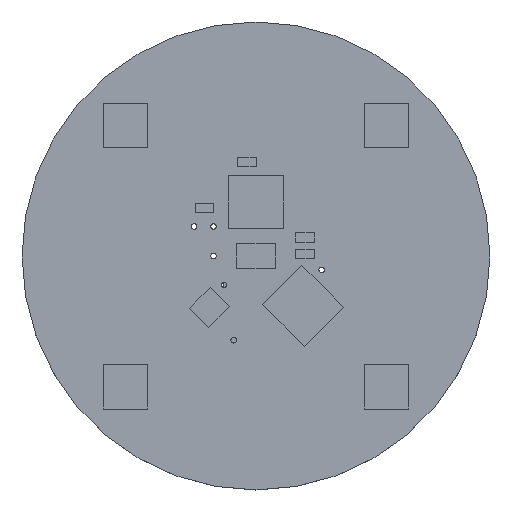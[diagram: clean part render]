
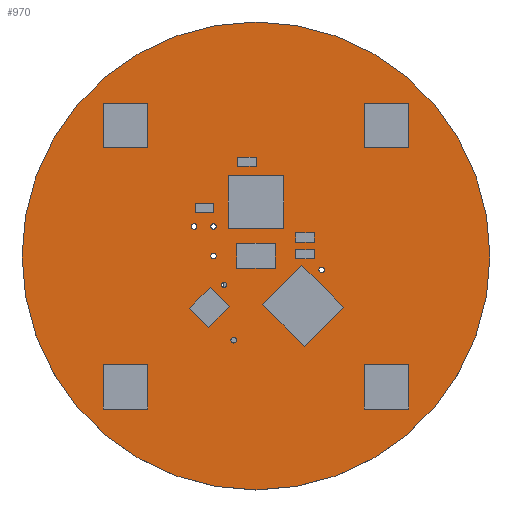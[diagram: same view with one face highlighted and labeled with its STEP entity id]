
A CAD part, top view. The second image highlights one B-rep face of the part: STEP entity #970.
In plain terms, the highlighted planar face has unit normal (0, 0, 1).
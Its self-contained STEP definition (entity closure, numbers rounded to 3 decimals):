
#95=FACE_BOUND('',#226,.T.);
#96=FACE_BOUND('',#227,.T.);
#97=FACE_BOUND('',#228,.T.);
#98=FACE_BOUND('',#229,.T.);
#99=FACE_BOUND('',#230,.T.);
#100=FACE_BOUND('',#231,.T.);
#101=FACE_BOUND('',#232,.T.);
#102=FACE_BOUND('',#233,.T.);
#103=FACE_BOUND('',#234,.T.);
#104=FACE_BOUND('',#235,.T.);
#115=PLANE('',#1147);
#170=FACE_OUTER_BOUND('',#225,.T.);
#225=EDGE_LOOP('',(#740));
#226=EDGE_LOOP('',(#741));
#227=EDGE_LOOP('',(#742));
#228=EDGE_LOOP('',(#743));
#229=EDGE_LOOP('',(#744));
#230=EDGE_LOOP('',(#745));
#231=EDGE_LOOP('',(#746));
#232=EDGE_LOOP('',(#747));
#233=EDGE_LOOP('',(#748));
#234=EDGE_LOOP('',(#749));
#235=EDGE_LOOP('',(#750));
#480=CIRCLE('',#1116,1.2);
#482=CIRCLE('',#1119,1.2);
#484=CIRCLE('',#1122,0.15);
#486=CIRCLE('',#1125,0.15);
#488=CIRCLE('',#1128,0.15);
#490=CIRCLE('',#1131,0.15);
#492=CIRCLE('',#1134,0.15);
#494=CIRCLE('',#1137,0.15);
#496=CIRCLE('',#1140,1.2);
#498=CIRCLE('',#1143,1.2);
#499=CIRCLE('',#1145,12.659);
#502=VERTEX_POINT('',#1518);
#504=VERTEX_POINT('',#1524);
#506=VERTEX_POINT('',#1530);
#508=VERTEX_POINT('',#1536);
#510=VERTEX_POINT('',#1542);
#512=VERTEX_POINT('',#1548);
#514=VERTEX_POINT('',#1554);
#516=VERTEX_POINT('',#1560);
#518=VERTEX_POINT('',#1566);
#520=VERTEX_POINT('',#1572);
#521=VERTEX_POINT('',#1576);
#581=EDGE_CURVE('',#502,#502,#480,.T.);
#584=EDGE_CURVE('',#504,#504,#482,.T.);
#587=EDGE_CURVE('',#506,#506,#484,.T.);
#590=EDGE_CURVE('',#508,#508,#486,.T.);
#593=EDGE_CURVE('',#510,#510,#488,.T.);
#596=EDGE_CURVE('',#512,#512,#490,.T.);
#599=EDGE_CURVE('',#514,#514,#492,.T.);
#602=EDGE_CURVE('',#516,#516,#494,.T.);
#605=EDGE_CURVE('',#518,#518,#496,.T.);
#608=EDGE_CURVE('',#520,#520,#498,.T.);
#609=EDGE_CURVE('',#521,#521,#499,.T.);
#740=ORIENTED_EDGE('',*,*,#609,.T.);
#741=ORIENTED_EDGE('',*,*,#581,.T.);
#742=ORIENTED_EDGE('',*,*,#584,.T.);
#743=ORIENTED_EDGE('',*,*,#587,.T.);
#744=ORIENTED_EDGE('',*,*,#590,.T.);
#745=ORIENTED_EDGE('',*,*,#593,.T.);
#746=ORIENTED_EDGE('',*,*,#596,.T.);
#747=ORIENTED_EDGE('',*,*,#599,.T.);
#748=ORIENTED_EDGE('',*,*,#602,.T.);
#749=ORIENTED_EDGE('',*,*,#605,.T.);
#750=ORIENTED_EDGE('',*,*,#608,.T.);
#970=ADVANCED_FACE('',(#170,#95,#96,#97,#98,#99,#100,#101,#102,#103,#104),
#115,.T.);
#1116=AXIS2_PLACEMENT_3D('',#1520,#1224,#1225);
#1119=AXIS2_PLACEMENT_3D('',#1526,#1231,#1232);
#1122=AXIS2_PLACEMENT_3D('',#1532,#1238,#1239);
#1125=AXIS2_PLACEMENT_3D('',#1538,#1245,#1246);
#1128=AXIS2_PLACEMENT_3D('',#1544,#1252,#1253);
#1131=AXIS2_PLACEMENT_3D('',#1550,#1259,#1260);
#1134=AXIS2_PLACEMENT_3D('',#1556,#1266,#1267);
#1137=AXIS2_PLACEMENT_3D('',#1562,#1273,#1274);
#1140=AXIS2_PLACEMENT_3D('',#1568,#1280,#1281);
#1143=AXIS2_PLACEMENT_3D('',#1574,#1287,#1288);
#1145=AXIS2_PLACEMENT_3D('',#1577,#1291,#1292);
#1147=AXIS2_PLACEMENT_3D('',#1581,#1296,#1297);
#1224=DIRECTION('center_axis',(0.,0.,-1.));
#1225=DIRECTION('ref_axis',(1.,0.,0.));
#1231=DIRECTION('center_axis',(0.,0.,-1.));
#1232=DIRECTION('ref_axis',(1.,0.,0.));
#1238=DIRECTION('center_axis',(0.,0.,-1.));
#1239=DIRECTION('ref_axis',(1.,0.,0.));
#1245=DIRECTION('center_axis',(0.,0.,-1.));
#1246=DIRECTION('ref_axis',(1.,0.,0.));
#1252=DIRECTION('center_axis',(0.,0.,-1.));
#1253=DIRECTION('ref_axis',(1.,0.,0.));
#1259=DIRECTION('center_axis',(0.,0.,-1.));
#1260=DIRECTION('ref_axis',(1.,0.,0.));
#1266=DIRECTION('center_axis',(0.,0.,-1.));
#1267=DIRECTION('ref_axis',(1.,0.,0.));
#1273=DIRECTION('center_axis',(0.,0.,-1.));
#1274=DIRECTION('ref_axis',(1.,0.,0.));
#1280=DIRECTION('center_axis',(0.,0.,-1.));
#1281=DIRECTION('ref_axis',(1.,0.,0.));
#1287=DIRECTION('center_axis',(0.,0.,-1.));
#1288=DIRECTION('ref_axis',(1.,0.,0.));
#1291=DIRECTION('center_axis',(0.,0.,1.));
#1292=DIRECTION('ref_axis',(1.,0.,0.));
#1296=DIRECTION('center_axis',(0.,0.,1.));
#1297=DIRECTION('ref_axis',(1.,0.,0.));
#1518=CARTESIAN_POINT('',(20.87,22.05,1.57));
#1520=CARTESIAN_POINT('Origin',(22.07,22.05,1.57));
#1524=CARTESIAN_POINT('',(20.87,7.92,1.57));
#1526=CARTESIAN_POINT('Origin',(22.07,7.92,1.57));
#1530=CARTESIAN_POINT('',(13.13,13.44,1.57));
#1532=CARTESIAN_POINT('Origin',(13.28,13.44,1.57));
#1536=CARTESIAN_POINT('',(12.55,16.6,1.57));
#1538=CARTESIAN_POINT('Origin',(12.7,16.6,1.57));
#1542=CARTESIAN_POINT('',(11.5,16.6,1.57));
#1544=CARTESIAN_POINT('Origin',(11.65,16.6,1.57));
#1548=CARTESIAN_POINT('',(12.55,15.,1.57));
#1550=CARTESIAN_POINT('Origin',(12.7,15.,1.57));
#1554=CARTESIAN_POINT('',(18.4,14.25,1.57));
#1556=CARTESIAN_POINT('Origin',(18.55,14.25,1.57));
#1560=CARTESIAN_POINT('',(13.64,10.44,1.57));
#1562=CARTESIAN_POINT('Origin',(13.79,10.44,1.57));
#1566=CARTESIAN_POINT('',(6.73,7.92,1.57));
#1568=CARTESIAN_POINT('Origin',(7.93,7.92,1.57));
#1572=CARTESIAN_POINT('',(6.73,22.05,1.57));
#1574=CARTESIAN_POINT('Origin',(7.93,22.05,1.57));
#1576=CARTESIAN_POINT('',(2.341,15.,1.57));
#1577=CARTESIAN_POINT('Origin',(15.,15.,1.57));
#1581=CARTESIAN_POINT('Origin',(15.,15.,1.57));
